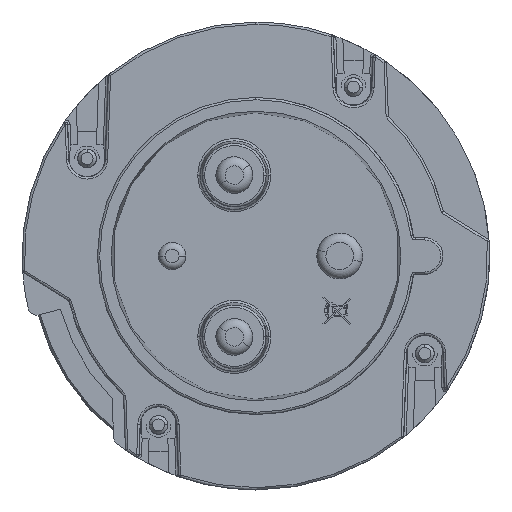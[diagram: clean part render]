
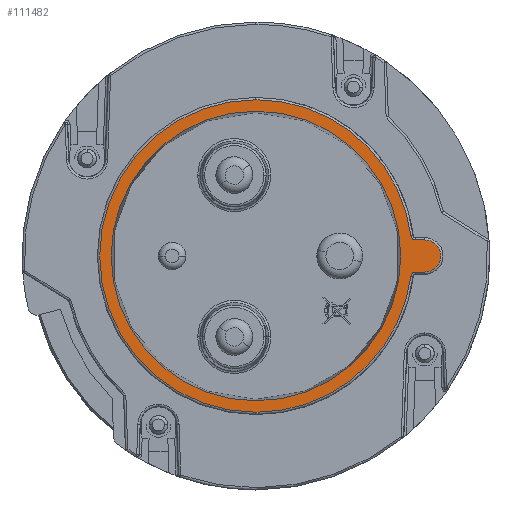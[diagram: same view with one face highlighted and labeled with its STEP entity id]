
A CAD part, left-side view. The second image highlights one B-rep face of the part: STEP entity #111482.
In plain terms, the highlighted planar face has unit normal (-1, 0, 0).
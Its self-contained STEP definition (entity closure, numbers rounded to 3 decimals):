
#360 = ORIENTED_EDGE ( 'NONE', *, *, #43317, .T. ) ;
#1428 = CARTESIAN_POINT ( 'NONE',  ( -66.5, -34.76, 3.5 ) ) ;
#2134 = CARTESIAN_POINT ( 'NONE',  ( -66.5, 34.55, 0. ) ) ;
#3414 = LINE ( 'NONE', #95440, #91886 ) ;
#4777 = CARTESIAN_POINT ( 'NONE',  ( -66.5, -36.75, 3.5 ) ) ;
#9314 = CARTESIAN_POINT ( 'NONE',  ( -66.5, 0., 0. ) ) ;
#10593 = DIRECTION ( 'NONE',  ( 0., 0., 1. ) ) ;
#10994 = CARTESIAN_POINT ( 'NONE',  ( -66.5, 34.55, -3.5 ) ) ;
#17111 = CARTESIAN_POINT ( 'NONE',  ( -66.5, -34.76, -4.5 ) ) ;
#19064 = PLANE ( 'NONE',  #68719 ) ;
#20959 = DIRECTION ( 'NONE',  ( 0., 1., 0. ) ) ;
#22279 = AXIS2_PLACEMENT_3D ( 'NONE', #9314, #37714, #54709 ) ;
#22695 = ORIENTED_EDGE ( 'NONE', *, *, #43356, .F. ) ;
#22708 = VERTEX_POINT ( 'NONE', #116313 ) ;
#23332 = EDGE_CURVE ( 'NONE', #69521, #81098, #68701, .T. ) ;
#25535 = CIRCLE ( 'NONE', #93240, 1. ) ;
#25544 = CARTESIAN_POINT ( 'NONE',  ( -66.5, -34.76, 4.5 ) ) ;
#25557 = AXIS2_PLACEMENT_3D ( 'NONE', #27756, #119796, #118020 ) ;
#26297 = VERTEX_POINT ( 'NONE', #1428 ) ;
#27756 = CARTESIAN_POINT ( 'NONE',  ( -66.5, 0., 0. ) ) ;
#29376 = DIRECTION ( 'NONE',  ( 0., 0., 1. ) ) ;
#29465 = CARTESIAN_POINT ( 'NONE',  ( -66.5, -36.75, 0. ) ) ;
#31378 = AXIS2_PLACEMENT_3D ( 'NONE', #25544, #44289, #81247 ) ;
#31560 = EDGE_CURVE ( 'NONE', #91749, #117531, #46887, .T. ) ;
#33641 = ORIENTED_EDGE ( 'NONE', *, *, #23332, .T. ) ;
#36606 = DIRECTION ( 'NONE',  ( -1., 0., 0. ) ) ;
#36994 = DIRECTION ( 'NONE',  ( -1., 0., 0. ) ) ;
#37714 = DIRECTION ( 'NONE',  ( 1., 0., 0. ) ) ;
#37920 = DIRECTION ( 'NONE',  ( 0., 0., 1. ) ) ;
#38406 = FACE_OUTER_BOUND ( 'NONE', #60266, .T. ) ;
#39725 = ORIENTED_EDGE ( 'NONE', *, *, #65635, .T. ) ;
#43317 = EDGE_CURVE ( 'NONE', #117531, #69032, #54606, .T. ) ;
#43356 = EDGE_CURVE ( 'NONE', #101133, #26297, #89449, .T. ) ;
#44289 = DIRECTION ( 'NONE',  ( -1., 0., 0. ) ) ;
#44828 = CARTESIAN_POINT ( 'NONE',  ( -66.5, -33.768, -4.372 ) ) ;
#46887 = CIRCLE ( 'NONE', #114594, 34.05 ) ;
#52446 = EDGE_CURVE ( 'NONE', #22708, #69032, #25535, .T. ) ;
#53414 = DIRECTION ( 'NONE',  ( -1., 0., 0. ) ) ;
#54606 = CIRCLE ( 'NONE', #104917, 34.05 ) ;
#54709 = DIRECTION ( 'NONE',  ( 0., 0., -1. ) ) ;
#55293 = DIRECTION ( 'NONE',  ( -1., 0., 0. ) ) ;
#56704 = DIRECTION ( 'NONE',  ( -1., 0., 0. ) ) ;
#59677 = EDGE_CURVE ( 'NONE', #91555, #26297, #3414, .T. ) ;
#60266 = EDGE_LOOP ( 'NONE', ( #22695, #70815, #101549, #360, #66184, #106698, #39725, #84930 ) ) ;
#60979 = CARTESIAN_POINT ( 'NONE',  ( -66.5, 0., 31.549 ) ) ;
#62500 = DIRECTION ( 'NONE',  ( 0., 0., 1. ) ) ;
#65635 = EDGE_CURVE ( 'NONE', #116318, #91555, #100264, .T. ) ;
#66184 = ORIENTED_EDGE ( 'NONE', *, *, #52446, .F. ) ;
#66281 = AXIS2_PLACEMENT_3D ( 'NONE', #110438, #55293, #92838 ) ;
#68701 = CIRCLE ( 'NONE', #22279, 31.549 ) ;
#68719 = AXIS2_PLACEMENT_3D ( 'NONE', #2134, #36606, #10593 ) ;
#69032 = VERTEX_POINT ( 'NONE', #44828 ) ;
#69521 = VERTEX_POINT ( 'NONE', #112291 ) ;
#70815 = ORIENTED_EDGE ( 'NONE', *, *, #77257, .T. ) ;
#73109 = AXIS2_PLACEMENT_3D ( 'NONE', #29465, #56704, #37920 ) ;
#74790 = CARTESIAN_POINT ( 'NONE',  ( -66.5, 0., 0. ) ) ;
#75157 = LINE ( 'NONE', #10994, #100566 ) ;
#76787 = EDGE_CURVE ( 'NONE', #81098, #69521, #83581, .T. ) ;
#77257 = EDGE_CURVE ( 'NONE', #101133, #91749, #83664, .T. ) ;
#79259 = CARTESIAN_POINT ( 'NONE',  ( -66.5, -33.768, 4.372 ) ) ;
#81098 = VERTEX_POINT ( 'NONE', #60979 ) ;
#81247 = DIRECTION ( 'NONE',  ( 0., 0., 1. ) ) ;
#83581 = CIRCLE ( 'NONE', #25557, 31.549 ) ;
#83664 = CIRCLE ( 'NONE', #66281, 34.05 ) ;
#84930 = ORIENTED_EDGE ( 'NONE', *, *, #59677, .T. ) ;
#85464 = DIRECTION ( 'NONE',  ( 0., -1., 0. ) ) ;
#89449 = CIRCLE ( 'NONE', #31378, 1. ) ;
#90318 = DIRECTION ( 'NONE',  ( 0., 0., 1. ) ) ;
#91555 = VERTEX_POINT ( 'NONE', #4777 ) ;
#91749 = VERTEX_POINT ( 'NONE', #109475 ) ;
#91886 = VECTOR ( 'NONE', #20959, 1000. ) ;
#92838 = DIRECTION ( 'NONE',  ( 0., 0., 1. ) ) ;
#93240 = AXIS2_PLACEMENT_3D ( 'NONE', #17111, #53414, #62500 ) ;
#95440 = CARTESIAN_POINT ( 'NONE',  ( -66.5, 34.55, 3.5 ) ) ;
#97329 = CARTESIAN_POINT ( 'NONE',  ( -66.5, 0., -34.05 ) ) ;
#100264 = CIRCLE ( 'NONE', #73109, 3.5 ) ;
#100566 = VECTOR ( 'NONE', #85464, 1000. ) ;
#101133 = VERTEX_POINT ( 'NONE', #79259 ) ;
#101549 = ORIENTED_EDGE ( 'NONE', *, *, #31560, .T. ) ;
#101981 = EDGE_LOOP ( 'NONE', ( #117331, #33641 ) ) ;
#102028 = FACE_BOUND ( 'NONE', #101981, .T. ) ;
#104917 = AXIS2_PLACEMENT_3D ( 'NONE', #110909, #36994, #90318 ) ;
#105739 = CARTESIAN_POINT ( 'NONE',  ( -66.5, -36.75, -3.5 ) ) ;
#106698 = ORIENTED_EDGE ( 'NONE', *, *, #118318, .T. ) ;
#109475 = CARTESIAN_POINT ( 'NONE',  ( -66.5, 0., 34.05 ) ) ;
#110438 = CARTESIAN_POINT ( 'NONE',  ( -66.5, 0., 0. ) ) ;
#110909 = CARTESIAN_POINT ( 'NONE',  ( -66.5, 0., 0. ) ) ;
#111482 = ADVANCED_FACE ( 'NONE', ( #102028, #38406 ), #19064, .T. ) ;
#112291 = CARTESIAN_POINT ( 'NONE',  ( -66.5, 0., -31.549 ) ) ;
#112357 = DIRECTION ( 'NONE',  ( -1., 0., 0. ) ) ;
#114594 = AXIS2_PLACEMENT_3D ( 'NONE', #74790, #112357, #29376 ) ;
#116313 = CARTESIAN_POINT ( 'NONE',  ( -66.5, -34.76, -3.5 ) ) ;
#116318 = VERTEX_POINT ( 'NONE', #105739 ) ;
#117331 = ORIENTED_EDGE ( 'NONE', *, *, #76787, .T. ) ;
#117531 = VERTEX_POINT ( 'NONE', #97329 ) ;
#118020 = DIRECTION ( 'NONE',  ( 0., 0., -1. ) ) ;
#118318 = EDGE_CURVE ( 'NONE', #22708, #116318, #75157, .T. ) ;
#119796 = DIRECTION ( 'NONE',  ( 1., 0., 0. ) ) ;
